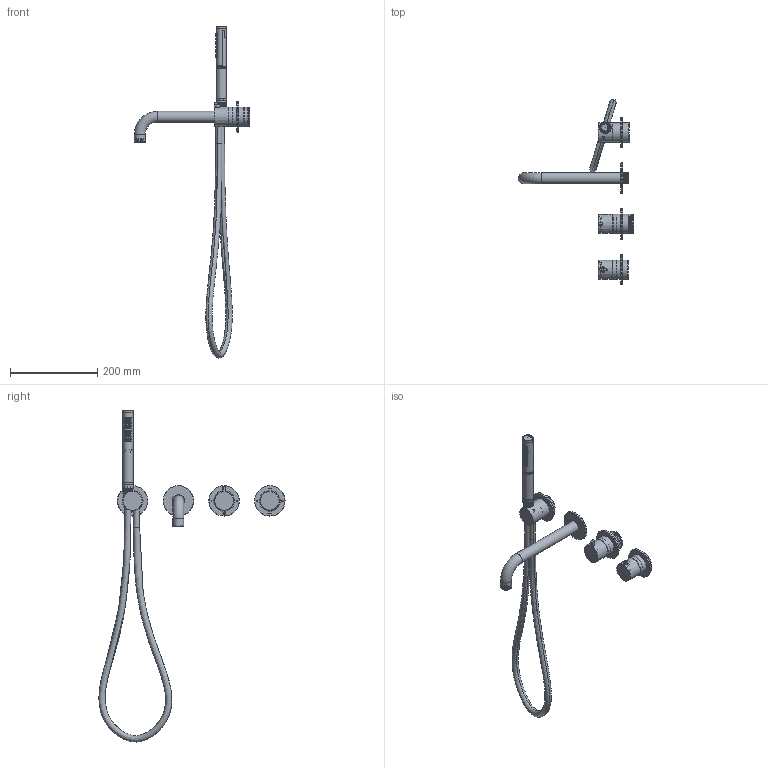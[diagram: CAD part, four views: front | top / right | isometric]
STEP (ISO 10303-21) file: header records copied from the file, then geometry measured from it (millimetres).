
FILE_DESCRIPTION(/* description */ ('Unknown'),/* implementation_level */ '2;1');
FILE_NAME(/* name */ 'AC072',/* time_stamp */ '2023-10-06T17:14:05+02:00',/* author */ ('Unknown'),/* organization */ ('Unknown'),/* preprocessor_version */ 'ST-DEVELOPER v18.102',/* originating_system */ 'Solid Edge',/* authorisation */ 'Unknown');
FILE_SCHEMA (('AUTOMOTIVE_DESIGN {1 0 10303 214 3 1 1}'));
Length unit declared in the file: millimetre
Products named in the file (29): AC072EXT-00; M354-00_oa_0; C101014_02100ZZ; A133037_13400ZZ; A089014_00101ZZ; A064038_12900ZZ; AC071-06; AC071-001_oa_1; AC071-02; AC071-01; AC071-05; M018-00; AC009-05; AC072-002_oa_2; C034052_06801ZZ; AC072-001_oa_3; C098078_00101ZZ; AC072-003; AC072-004_oa_4; AC072-01; AC009-003_oa_5; AC009-06; AC009-002_oa_6; AC009-01; AC009-10; AC009-001_oa_7; AC009-03; AC009-02; AC009-04
Assembly tree (29 placements, depth 3):
  AC072EXT-00
    M354-00_oa_0
      C101014_02100ZZ
      A133037_13400ZZ
      A089014_00101ZZ
      A064038_12900ZZ
    AC071-06
    AC071-001_oa_1
      AC071-02
    AC071-01
    AC071-05
    M018-00
    AC009-05
    AC072-002_oa_2
      C034052_06801ZZ
    AC072-001_oa_3
      C098078_00101ZZ
    AC072-003
    AC072-004_oa_4
      AC072-01
    AC009-003_oa_5
      AC009-06
    AC009-002_oa_6
      AC009-01
      AC009-10
    AC009-001_oa_7
      AC009-03
      AC009-02
      AC009-10
    AC009-04
Bounding box: 264.5 x 427.4 x 762.42 mm (x, y, z)
Volume: 362467.7 mm3; surface area: 292148.9 mm2
Topology: 23 solids, 24 shells, 2796 faces, 7169 edges, 4490 vertices
Faces by surface type: plane 797, cylinder 776, bspline 520, torus 438, cone 196, sphere 69
Full cylindrical faces by diameter (mm): 3.2 x40, 3.3 x8, 4.1 x1, 4.3 x1, 4.5 x1, 6 x1, 6.4 x4, 7.5 x1, 8 x3, 9.95 x1, 10 x3, 10.1 x1, 11.2 x1, 12.1 x2, 13.3 x1, 15.4 x1, 15.8 x1, 18 x1, 18.8 x2, 19.5 x1, 20 x2, 20.55 x6, 20.8 x4, 21.166 x1, 21.6 x2, 21.75 x1, 21.8 x1, 22 x14, 23 x2, 23.2 x1
Entity records: 124153 total; most frequent: CARTESIAN_POINT 59594, ORIENTED_EDGE 12817, DIRECTION 10608, EDGE_CURVE 6411, AXIS2_PLACEMENT_3D 4305, VERTEX_POINT 4151, FACE_BOUND 3401, EDGE_LOOP 3399
